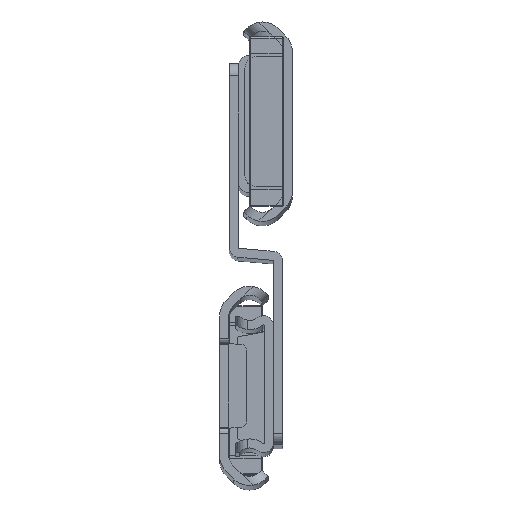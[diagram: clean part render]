
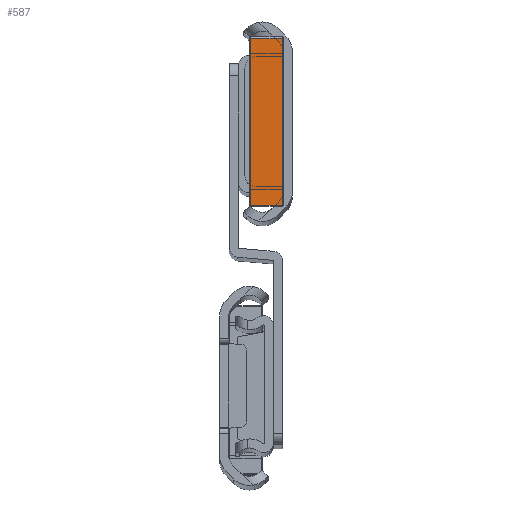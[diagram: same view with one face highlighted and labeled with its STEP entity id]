
A CAD part, top view. The second image highlights one B-rep face of the part: STEP entity #587.
In plain terms, the highlighted planar face has unit normal (0, 0, 1).
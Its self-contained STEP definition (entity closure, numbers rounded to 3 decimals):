
#104 = EDGE_CURVE ( 'NONE', #3994, #1023, #4789, .T. ) ;
#170 = VECTOR ( 'NONE', #4369, 1000. ) ;
#173 = LINE ( 'NONE', #1634, #641 ) ;
#255 = DIRECTION ( 'NONE',  ( -1., 0., 0. ) ) ;
#434 = VECTOR ( 'NONE', #3306, 1000. ) ;
#567 = VERTEX_POINT ( 'NONE', #2720 ) ;
#587 = ADVANCED_FACE ( 'NONE', ( #3722 ), #855, .F. ) ;
#641 = VECTOR ( 'NONE', #5057, 1000. ) ;
#855 = PLANE ( 'NONE',  #1489 ) ;
#1023 = VERTEX_POINT ( 'NONE', #2960 ) ;
#1289 = VERTEX_POINT ( 'NONE', #2012 ) ;
#1439 = LINE ( 'NONE', #1850, #170 ) ;
#1478 = EDGE_CURVE ( 'NONE', #567, #3994, #4714, .T. ) ;
#1489 = AXIS2_PLACEMENT_3D ( 'NONE', #2819, #6110, #255 ) ;
#1634 = CARTESIAN_POINT ( 'NONE',  ( -15., 5.8, 3.25 ) ) ;
#1800 = ORIENTED_EDGE ( 'NONE', *, *, #4589, .T. ) ;
#1850 = CARTESIAN_POINT ( 'NONE',  ( 14.8, 6., 3.25 ) ) ;
#1950 = VECTOR ( 'NONE', #2262, 1000. ) ;
#2012 = CARTESIAN_POINT ( 'NONE',  ( 14.8, 5.8, 3.25 ) ) ;
#2262 = DIRECTION ( 'NONE',  ( 0., -1., 0. ) ) ;
#2496 = CARTESIAN_POINT ( 'NONE',  ( -14.8, 0.2, 3.25 ) ) ;
#2690 = ORIENTED_EDGE ( 'NONE', *, *, #104, .T. ) ;
#2720 = CARTESIAN_POINT ( 'NONE',  ( -14.8, 5.8, 3.25 ) ) ;
#2819 = CARTESIAN_POINT ( 'NONE',  ( -15., 6., 3.25 ) ) ;
#2887 = EDGE_LOOP ( 'NONE', ( #4412, #3693, #2690, #1800 ) ) ;
#2960 = CARTESIAN_POINT ( 'NONE',  ( 14.8, 0.2, 3.25 ) ) ;
#3306 = DIRECTION ( 'NONE',  ( 1., 0., 0. ) ) ;
#3693 = ORIENTED_EDGE ( 'NONE', *, *, #1478, .T. ) ;
#3722 = FACE_OUTER_BOUND ( 'NONE', #2887, .T. ) ;
#3994 = VERTEX_POINT ( 'NONE', #2496 ) ;
#4175 = CARTESIAN_POINT ( 'NONE',  ( -14.8, 6., 3.25 ) ) ;
#4369 = DIRECTION ( 'NONE',  ( 0., 1., 0. ) ) ;
#4412 = ORIENTED_EDGE ( 'NONE', *, *, #5978, .T. ) ;
#4589 = EDGE_CURVE ( 'NONE', #1023, #1289, #1439, .T. ) ;
#4714 = LINE ( 'NONE', #4175, #1950 ) ;
#4789 = LINE ( 'NONE', #5404, #434 ) ;
#5057 = DIRECTION ( 'NONE',  ( -1., 0., 0. ) ) ;
#5404 = CARTESIAN_POINT ( 'NONE',  ( -15., 0.2, 3.25 ) ) ;
#5978 = EDGE_CURVE ( 'NONE', #1289, #567, #173, .T. ) ;
#6110 = DIRECTION ( 'NONE',  ( 0., 0., -1. ) ) ;
